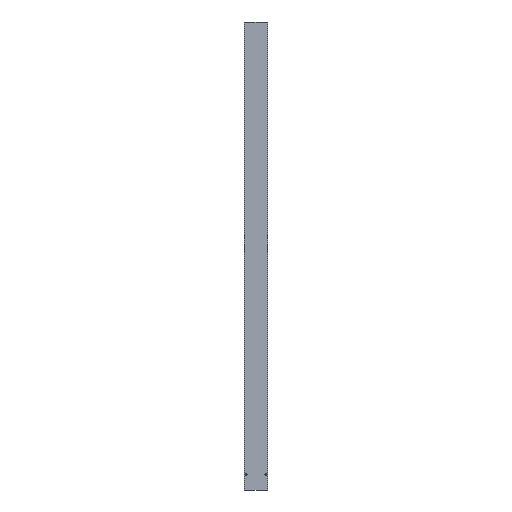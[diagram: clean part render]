
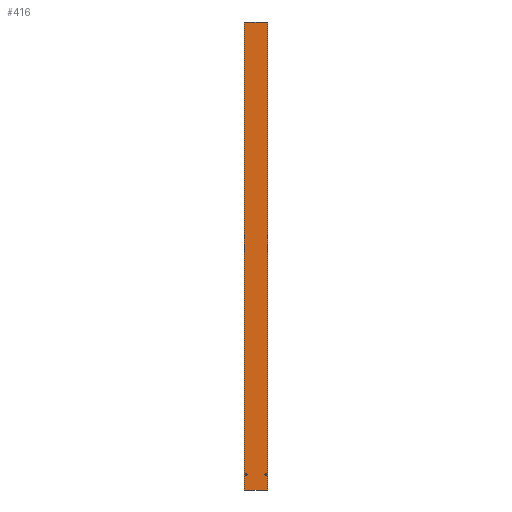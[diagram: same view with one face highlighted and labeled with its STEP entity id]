
A CAD part, front view. The second image highlights one B-rep face of the part: STEP entity #416.
In plain terms, the highlighted planar face has unit normal (0, -1, 0).
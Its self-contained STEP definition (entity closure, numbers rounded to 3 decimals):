
#26 = CARTESIAN_POINT ( 'NONE',  ( -62., -0.75, 100. ) ) ;
#74 = LINE ( 'NONE', #1218, #700 ) ;
#95 = VECTOR ( 'NONE', #1172, 1000. ) ;
#96 = CIRCLE ( 'NONE', #1156, 5. ) ;
#118 = ORIENTED_EDGE ( 'NONE', *, *, #492, .F. ) ;
#136 = FACE_BOUND ( 'NONE', #687, .T. ) ;
#139 = CARTESIAN_POINT ( 'NONE',  ( -62., -0.75, 95. ) ) ;
#143 = VERTEX_POINT ( 'NONE', #139 ) ;
#149 = VERTEX_POINT ( 'NONE', #1926 ) ;
#172 = EDGE_LOOP ( 'NONE', ( #1517, #1351 ) ) ;
#189 = VECTOR ( 'NONE', #1611, 1000. ) ;
#202 = AXIS2_PLACEMENT_3D ( 'NONE', #288, #470, #1515 ) ;
#203 = VERTEX_POINT ( 'NONE', #311 ) ;
#226 = EDGE_CURVE ( 'NONE', #1046, #203, #704, .T. ) ;
#237 = LINE ( 'NONE', #569, #189 ) ;
#241 = ORIENTED_EDGE ( 'NONE', *, *, #1223, .T. ) ;
#288 = CARTESIAN_POINT ( 'NONE',  ( 62., -0.75, 100. ) ) ;
#295 = CARTESIAN_POINT ( 'NONE',  ( -72.25, -0.75, 0. ) ) ;
#296 = VERTEX_POINT ( 'NONE', #1709 ) ;
#311 = CARTESIAN_POINT ( 'NONE',  ( 72.25, -0.75, 3000. ) ) ;
#340 = PLANE ( 'NONE',  #1358 ) ;
#368 = CARTESIAN_POINT ( 'NONE',  ( -73.25, -0.75, 3000. ) ) ;
#379 = CIRCLE ( 'NONE', #1276, 5. ) ;
#385 = EDGE_CURVE ( 'NONE', #1487, #143, #96, .T. ) ;
#416 = ADVANCED_FACE ( 'NONE', ( #136, #1690, #1299 ), #340, .F. ) ;
#443 = ORIENTED_EDGE ( 'NONE', *, *, #664, .T. ) ;
#444 = DIRECTION ( 'NONE',  ( -1., 0., 0. ) ) ;
#470 = DIRECTION ( 'NONE',  ( 0., -1., 0. ) ) ;
#492 = EDGE_CURVE ( 'NONE', #203, #149, #1825, .T. ) ;
#534 = VERTEX_POINT ( 'NONE', #1728 ) ;
#569 = CARTESIAN_POINT ( 'NONE',  ( 74., -0.75, 3000. ) ) ;
#629 = DIRECTION ( 'NONE',  ( 0., -1., 0. ) ) ;
#631 = EDGE_CURVE ( 'NONE', #149, #1019, #237, .T. ) ;
#637 = CARTESIAN_POINT ( 'NONE',  ( -62., -0.75, 105. ) ) ;
#662 = DIRECTION ( 'NONE',  ( 0., 0., -1. ) ) ;
#664 = EDGE_CURVE ( 'NONE', #296, #1019, #1295, .T. ) ;
#668 = DIRECTION ( 'NONE',  ( 0., 0., -1. ) ) ;
#673 = CARTESIAN_POINT ( 'NONE',  ( -73.25, -0.75, 3000. ) ) ;
#679 = CARTESIAN_POINT ( 'NONE',  ( 62., -0.75, 100. ) ) ;
#682 = CIRCLE ( 'NONE', #1741, 5. ) ;
#687 = EDGE_LOOP ( 'NONE', ( #1852, #862 ) ) ;
#700 = VECTOR ( 'NONE', #444, 1000. ) ;
#704 = LINE ( 'NONE', #1357, #1753 ) ;
#764 = VERTEX_POINT ( 'NONE', #1193 ) ;
#767 = VERTEX_POINT ( 'NONE', #295 ) ;
#785 = DIRECTION ( 'NONE',  ( 0., 0., -1. ) ) ;
#808 = CARTESIAN_POINT ( 'NONE',  ( -62., -0.75, 100. ) ) ;
#813 = ORIENTED_EDGE ( 'NONE', *, *, #226, .F. ) ;
#841 = ORIENTED_EDGE ( 'NONE', *, *, #1001, .T. ) ;
#845 = CARTESIAN_POINT ( 'NONE',  ( -74., -0.75, 0. ) ) ;
#862 = ORIENTED_EDGE ( 'NONE', *, *, #1649, .F. ) ;
#881 = ORIENTED_EDGE ( 'NONE', *, *, #882, .F. ) ;
#882 = EDGE_CURVE ( 'NONE', #767, #1160, #1732, .T. ) ;
#957 = DIRECTION ( 'NONE',  ( 0., -1., 0. ) ) ;
#961 = VECTOR ( 'NONE', #1799, 1000. ) ;
#1001 = EDGE_CURVE ( 'NONE', #764, #1160, #1688, .T. ) ;
#1006 = VECTOR ( 'NONE', #662, 1000. ) ;
#1015 = CARTESIAN_POINT ( 'NONE',  ( 73.25, -0.75, 0. ) ) ;
#1019 = VERTEX_POINT ( 'NONE', #1102 ) ;
#1046 = VERTEX_POINT ( 'NONE', #1426 ) ;
#1102 = CARTESIAN_POINT ( 'NONE',  ( 74., -0.75, 0. ) ) ;
#1121 = DIRECTION ( 'NONE',  ( 0., -1., 0. ) ) ;
#1156 = AXIS2_PLACEMENT_3D ( 'NONE', #808, #957, #1824 ) ;
#1160 = VERTEX_POINT ( 'NONE', #845 ) ;
#1172 = DIRECTION ( 'NONE',  ( 1., 0., 0. ) ) ;
#1176 = VECTOR ( 'NONE', #1323, 1000. ) ;
#1193 = CARTESIAN_POINT ( 'NONE',  ( -74., -0.75, 3000. ) ) ;
#1207 = DIRECTION ( 'NONE',  ( 1., 0., 0. ) ) ;
#1218 = CARTESIAN_POINT ( 'NONE',  ( -72.25, -0.75, 3000. ) ) ;
#1223 = EDGE_CURVE ( 'NONE', #767, #296, #1315, .T. ) ;
#1276 = AXIS2_PLACEMENT_3D ( 'NONE', #679, #1121, #668 ) ;
#1284 = DIRECTION ( 'NONE',  ( 1., 0., 0. ) ) ;
#1295 = LINE ( 'NONE', #1015, #1176 ) ;
#1299 = FACE_OUTER_BOUND ( 'NONE', #1812, .T. ) ;
#1315 = LINE ( 'NONE', #1606, #95 ) ;
#1323 = DIRECTION ( 'NONE',  ( 1., 0., 0. ) ) ;
#1351 = ORIENTED_EDGE ( 'NONE', *, *, #385, .F. ) ;
#1357 = CARTESIAN_POINT ( 'NONE',  ( -73.25, -0.75, 3000. ) ) ;
#1358 = AXIS2_PLACEMENT_3D ( 'NONE', #368, #1559, #1864 ) ;
#1369 = ORIENTED_EDGE ( 'NONE', *, *, #1881, .T. ) ;
#1402 = CARTESIAN_POINT ( 'NONE',  ( -74., -0.75, 3000. ) ) ;
#1426 = CARTESIAN_POINT ( 'NONE',  ( -72.25, -0.75, 3000. ) ) ;
#1470 = EDGE_CURVE ( 'NONE', #143, #1487, #682, .T. ) ;
#1484 = VERTEX_POINT ( 'NONE', #1842 ) ;
#1487 = VERTEX_POINT ( 'NONE', #637 ) ;
#1515 = DIRECTION ( 'NONE',  ( 0., 0., -1. ) ) ;
#1517 = ORIENTED_EDGE ( 'NONE', *, *, #1470, .F. ) ;
#1521 = CARTESIAN_POINT ( 'NONE',  ( -73.25, -0.75, 0. ) ) ;
#1559 = DIRECTION ( 'NONE',  ( 0., 1., 0. ) ) ;
#1606 = CARTESIAN_POINT ( 'NONE',  ( -73.25, -0.75, 0. ) ) ;
#1611 = DIRECTION ( 'NONE',  ( 0., 0., -1. ) ) ;
#1625 = ORIENTED_EDGE ( 'NONE', *, *, #631, .F. ) ;
#1649 = EDGE_CURVE ( 'NONE', #534, #1484, #379, .T. ) ;
#1688 = LINE ( 'NONE', #1402, #1006 ) ;
#1690 = FACE_BOUND ( 'NONE', #172, .T. ) ;
#1709 = CARTESIAN_POINT ( 'NONE',  ( 72.25, -0.75, 0. ) ) ;
#1728 = CARTESIAN_POINT ( 'NONE',  ( 62., -0.75, 105. ) ) ;
#1732 = LINE ( 'NONE', #1521, #961 ) ;
#1741 = AXIS2_PLACEMENT_3D ( 'NONE', #26, #629, #785 ) ;
#1753 = VECTOR ( 'NONE', #1207, 1000. ) ;
#1792 = CIRCLE ( 'NONE', #202, 5. ) ;
#1799 = DIRECTION ( 'NONE',  ( -1., 0., 0. ) ) ;
#1812 = EDGE_LOOP ( 'NONE', ( #241, #443, #1625, #118, #813, #1369, #841, #881 ) ) ;
#1824 = DIRECTION ( 'NONE',  ( 0., 0., -1. ) ) ;
#1825 = LINE ( 'NONE', #673, #1915 ) ;
#1842 = CARTESIAN_POINT ( 'NONE',  ( 62., -0.75, 95. ) ) ;
#1852 = ORIENTED_EDGE ( 'NONE', *, *, #1859, .F. ) ;
#1859 = EDGE_CURVE ( 'NONE', #1484, #534, #1792, .T. ) ;
#1864 = DIRECTION ( 'NONE',  ( 0., 0., 1. ) ) ;
#1881 = EDGE_CURVE ( 'NONE', #1046, #764, #74, .T. ) ;
#1915 = VECTOR ( 'NONE', #1284, 1000. ) ;
#1926 = CARTESIAN_POINT ( 'NONE',  ( 74., -0.75, 3000. ) ) ;
